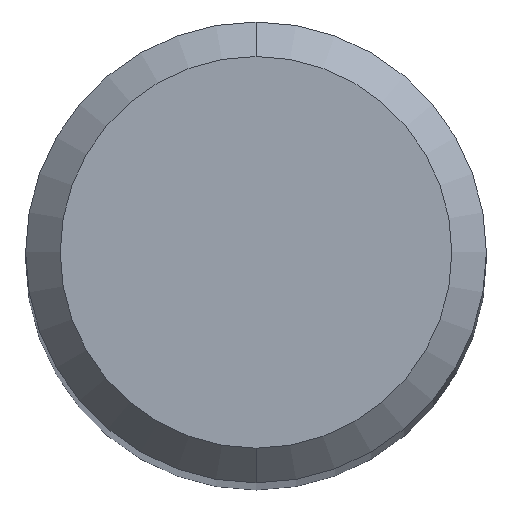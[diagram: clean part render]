
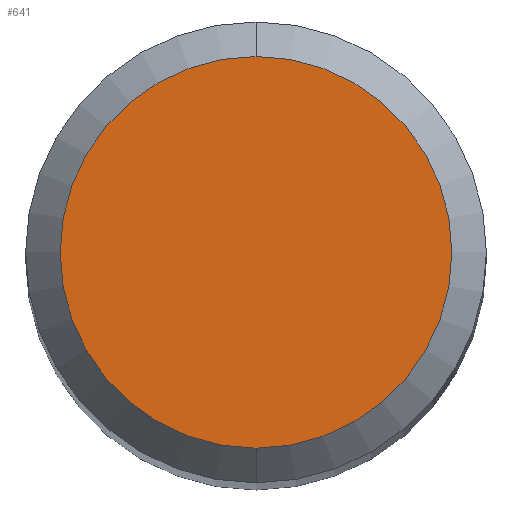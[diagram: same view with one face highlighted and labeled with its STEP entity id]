
A CAD part, top view. The second image highlights one B-rep face of the part: STEP entity #641.
In plain terms, the highlighted planar face has unit normal (0, 0, 1).
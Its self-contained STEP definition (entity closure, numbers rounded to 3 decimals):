
#393=VERTEX_POINT('',#1032);
#425=VERTEX_POINT('',#1067);
#641=ADVANCED_FACE('',(#1305),#1306,.T.);
#745=EDGE_CURVE('',#425,#393,#1421,.T.);
#827=EDGE_CURVE('',#393,#425,#1509,.T.);
#1032=CARTESIAN_POINT('',(0.,-1.7,0.0));
#1067=CARTESIAN_POINT('',(0.0,1.7,0.0));
#1305=FACE_OUTER_BOUND('',#2824,.T.);
#1306=PLANE('',#2825);
#1421=CIRCLE('',#3715,1.7);
#1509=CIRCLE('',#4401,1.7);
#2824=EDGE_LOOP('',(#6180,#6181));
#2825=AXIS2_PLACEMENT_3D('',#6182,#6183,#6184);
#3715=AXIS2_PLACEMENT_3D('',#6306,#6307,#6308);
#4401=AXIS2_PLACEMENT_3D('',#6387,#6388,#6389);
#6180=ORIENTED_EDGE('',*,*,#745,.F.);
#6181=ORIENTED_EDGE('',*,*,#827,.F.);
#6182=CARTESIAN_POINT('',(0.0,0.85,0.0));
#6183=DIRECTION('',(-0.0,0.0,1.0));
#6184=DIRECTION('',(0.0,-1.0,0.0));
#6306=CARTESIAN_POINT('',(0.0,0.0,0.0));
#6307=DIRECTION('',(0.0,0.0,-1.0));
#6308=DIRECTION('',(0.0,1.0,0.0));
#6387=CARTESIAN_POINT('',(0.0,0.0,0.0));
#6388=DIRECTION('',(0.0,0.0,-1.0));
#6389=DIRECTION('',(0.0,1.0,0.0));
